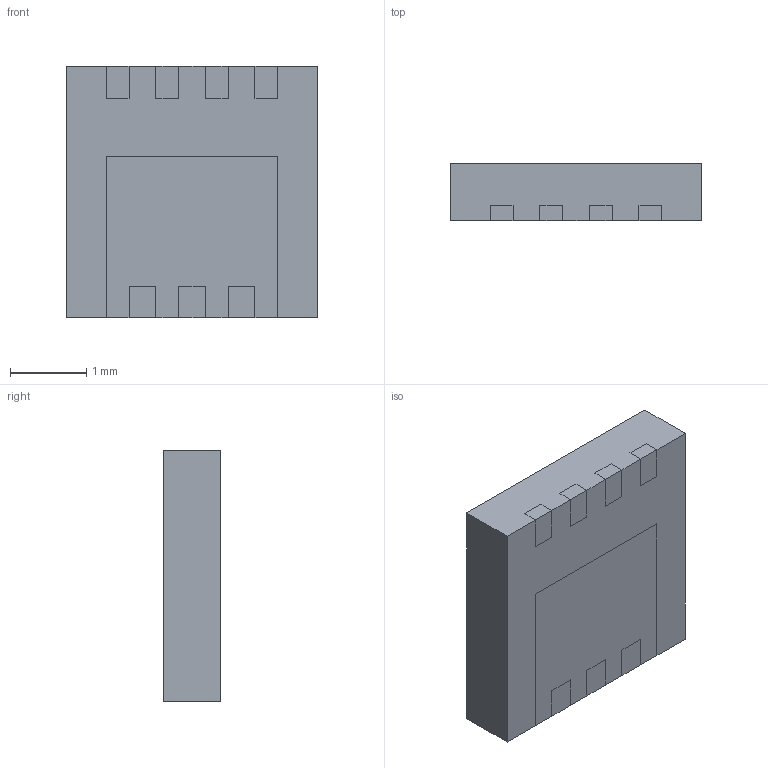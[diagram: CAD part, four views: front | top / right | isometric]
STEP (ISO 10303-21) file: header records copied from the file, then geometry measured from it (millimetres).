
FILE_DESCRIPTION (( 'STEP AP214' ), '1' );
FILE_NAME ('SiSS71DN-T1-GE3.STEP', '2024-06-27T08:43:22', ( '' ), ( '' ), 'SwSTEP 2.0', 'SolidWorks 2023', '' );
FILE_SCHEMA (( 'AUTOMOTIVE_DESIGN' ));
Length unit declared in the file: millimetre
Products named in the file (1): SiSS71DN-T1-GE3
Bounding box: 3.3 x 0.75 x 3.3 mm (x, y, z)
Volume: 8.2 mm3; surface area: 47.2 mm2
Topology: 6 solids, 6 shells, 81 faces, 206 edges, 138 vertices
Faces by surface type: plane 81
Entity records: 3357 total; most frequent: CARTESIAN_POINT 426, ORIENTED_EDGE 412, DIRECTION 372, EDGE_CURVE 206, VECTOR 204, LINE 204, VERTEX_POINT 138, UNCERTAINTY_MEASURE_WITH_UNIT 88
